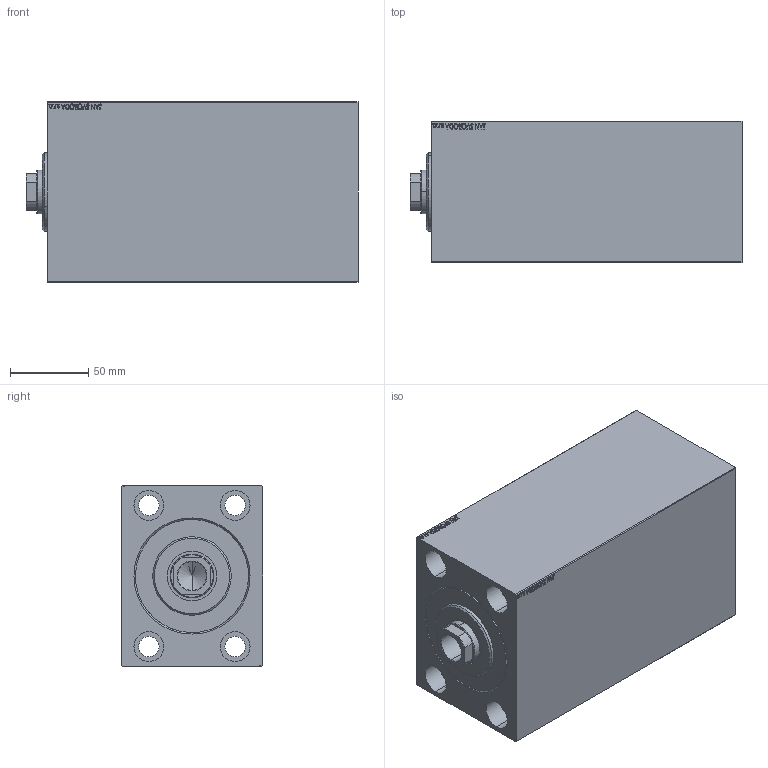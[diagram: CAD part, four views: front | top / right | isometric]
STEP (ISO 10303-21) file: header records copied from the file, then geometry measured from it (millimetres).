
FILE_DESCRIPTION (( 'STEP AP203' ), '1' );
FILE_NAME ('f82d.STEP', '2021-03-18T20:56:22', ( '' ), ( '' ), 'SwSTEP 2.0', 'SolidWorks 2019', '' );
FILE_SCHEMA (( 'CONFIG_CONTROL_DESIGN' ));
Length unit declared in the file: millimetre
Products named in the file (4): V450CM_C d1ab6e23fa033f1cf8f461df95dfca9a; V450CM_C_VCP d1ab6e23fa033f1cf8f461df95dfca9a; f82d; V450CM_VC_B d1ab6e23fa033f1cf8f461df95dfca9a
Assembly tree (3 placements, depth 2):
  f82d
    V450CM_C d1ab6e23fa033f1cf8f461df95dfca9a
    V450CM_C_VCP d1ab6e23fa033f1cf8f461df95dfca9a
    V450CM_VC_B d1ab6e23fa033f1cf8f461df95dfca9a
Bounding box: 211.5 x 90 x 115 mm (x, y, z)
Volume: 1626115.7 mm3; surface area: 217009.5 mm2
Topology: 3 solids, 3 shells, 865 faces, 2219 edges, 1471 vertices
Faces by surface type: plane 409, bspline 380, cylinder 62, cone 14
Entity records: 44143 total; most frequent: CARTESIAN_POINT 25189, ORIENTED_EDGE 4434, DIRECTION 2561, EDGE_CURVE 2217, VERTEX_POINT 1471, VECTOR 1307, LINE 1307, EDGE_LOOP 992
